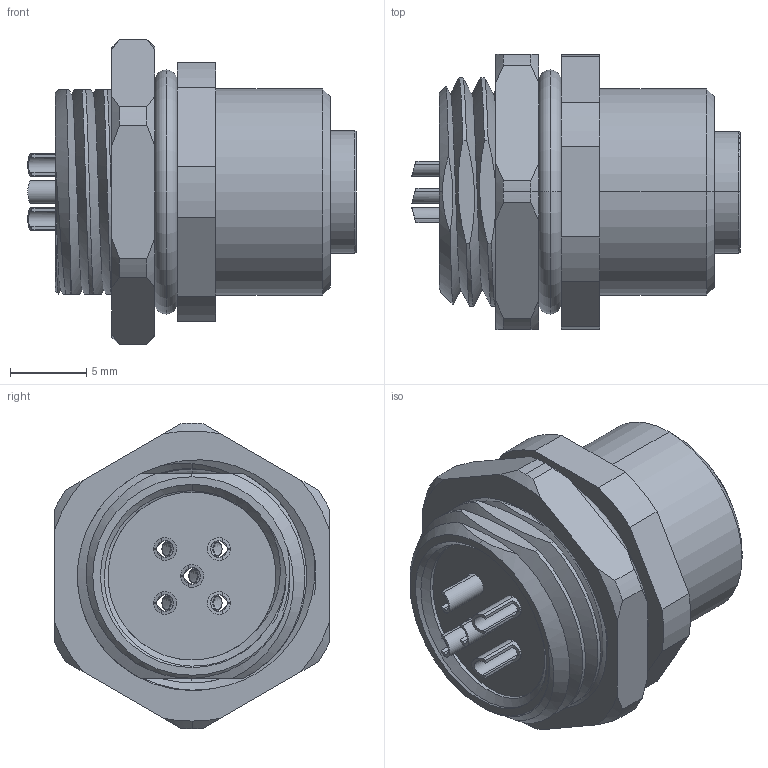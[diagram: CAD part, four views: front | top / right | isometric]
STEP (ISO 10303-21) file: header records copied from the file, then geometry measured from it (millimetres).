
FILE_DESCRIPTION (( 'STEP AP203' ), '1' );
FILE_NAME ('54-00182.STEP', '2020-10-15T16:56:35', ( '' ), ( '' ), 'SwSTEP 2.0', 'SolidWorks 2015', '' );
FILE_SCHEMA (( 'CONFIG_CONTROL_DESIGN' ));
Length unit declared in the file: millimetre
Products named in the file (7): 54-00182; 54-00182-02___; 54-00182-01___; 54-00182-04___; 54-00182-03___; 54-00182-06___; 54-00182-05___
Assembly tree (10 placements, depth 2):
  54-00182
    54-00182-01___
    54-00182-02___
    54-00182-03___  x5
    54-00182-06___
    54-00182-05___
    54-00182-04___
Bounding box: 21.5 x 18 x 20 mm (x, y, z)
Volume: 2637.1 mm3; surface area: 5776.4 mm2
Topology: 10 solids, 10 shells, 638 faces, 1655 edges, 1053 vertices
Faces by surface type: cylinder 232, plane 188, torus 101, cone 78, bspline 39
Entity records: 13992 total; most frequent: CARTESIAN_POINT 6163, ORIENTED_EDGE 1574, DIRECTION 1381, EDGE_CURVE 787, AXIS2_PLACEMENT_3D 548, VERTEX_POINT 509, EDGE_LOOP 328, FACE_OUTER_BOUND 298
